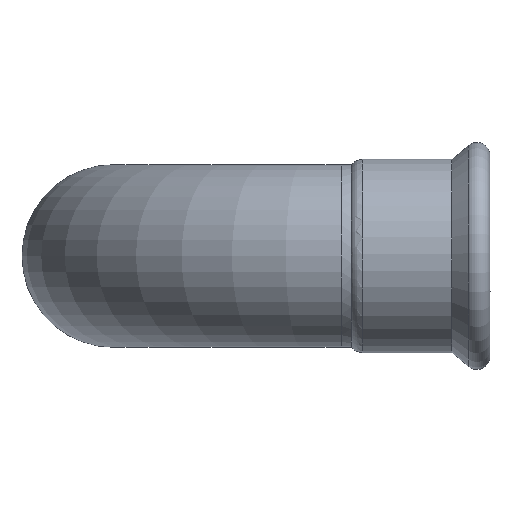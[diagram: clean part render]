
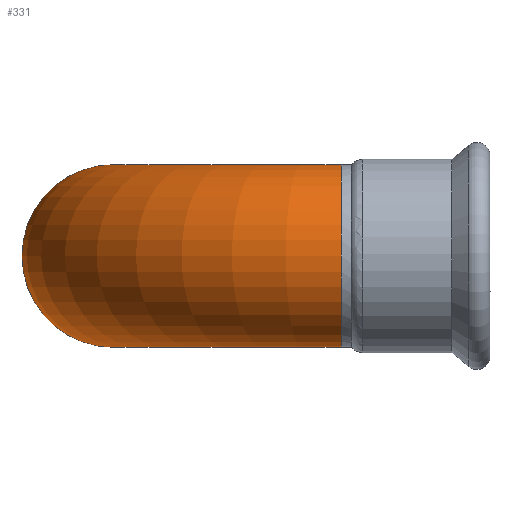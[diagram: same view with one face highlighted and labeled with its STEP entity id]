
A CAD part, left-side view. The second image highlights one B-rep face of the part: STEP entity #331.
In plain terms, the highlighted toroidal (fillet/blend) face has major radius 95 mm and minor radius 38.05 mm.
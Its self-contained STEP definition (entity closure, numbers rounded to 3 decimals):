
#26=TOROIDAL_SURFACE('',#385,95.,38.05);
#37=FACE_OUTER_BOUND('',#59,.T.);
#59=EDGE_LOOP('',(#228,#229,#230,#231));
#107=CIRCLE('',#381,38.05);
#110=CIRCLE('',#386,56.95);
#111=CIRCLE('',#387,38.05);
#140=VERTEX_POINT('',#570);
#142=VERTEX_POINT('',#578);
#169=EDGE_CURVE('',#140,#140,#107,.T.);
#173=EDGE_CURVE('',#140,#142,#110,.T.);
#174=EDGE_CURVE('',#142,#142,#111,.T.);
#228=ORIENTED_EDGE('',*,*,#169,.T.);
#229=ORIENTED_EDGE('',*,*,#173,.T.);
#230=ORIENTED_EDGE('',*,*,#174,.F.);
#231=ORIENTED_EDGE('',*,*,#173,.F.);
#331=ADVANCED_FACE('',(#37),#26,.T.);
#381=AXIS2_PLACEMENT_3D('',#571,#451,#452);
#385=AXIS2_PLACEMENT_3D('',#577,#460,#461);
#386=AXIS2_PLACEMENT_3D('',#579,#462,#463);
#387=AXIS2_PLACEMENT_3D('',#580,#464,#465);
#451=DIRECTION('center_axis',(0.,1.,0.));
#452=DIRECTION('ref_axis',(0.,0.,-1.));
#460=DIRECTION('center_axis',(0.,0.,1.));
#461=DIRECTION('ref_axis',(0.,1.,0.));
#462=DIRECTION('center_axis',(0.,0.,-1.));
#463=DIRECTION('ref_axis',(0.,1.,0.));
#464=DIRECTION('center_axis',(1.,0.,0.));
#465=DIRECTION('ref_axis',(0.,-1.,0.));
#570=CARTESIAN_POINT('',(38.05,-95.,0.));
#571=CARTESIAN_POINT('Origin',(0.,-95.,0.));
#577=CARTESIAN_POINT('Origin',(95.,-95.,0.));
#578=CARTESIAN_POINT('',(95.,-38.05,0.));
#579=CARTESIAN_POINT('Origin',(95.,-95.,0.));
#580=CARTESIAN_POINT('Origin',(95.,0.,0.));
